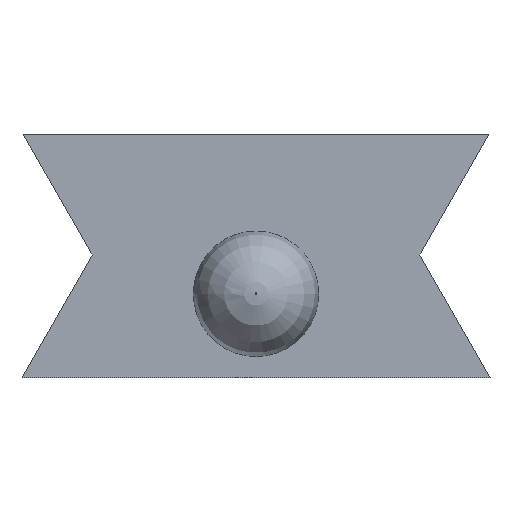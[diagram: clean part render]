
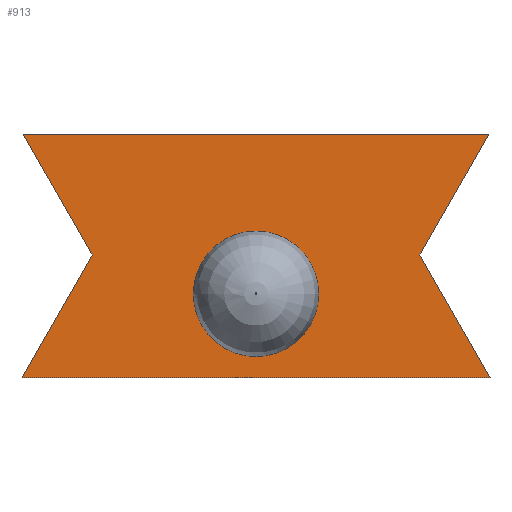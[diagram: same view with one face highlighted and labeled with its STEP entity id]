
A CAD part, front view. The second image highlights one B-rep face of the part: STEP entity #913.
In plain terms, the highlighted planar face has unit normal (0, -1, 0).
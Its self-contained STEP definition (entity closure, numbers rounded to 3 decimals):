
#414 = VERTEX_POINT('',#415);
#415 = CARTESIAN_POINT('',(11.345,23.,0.));
#423 = VERTEX_POINT('',#424);
#424 = CARTESIAN_POINT('',(7.825,23.,6.15));
#430 = EDGE_CURVE('',#414,#423,#431,.T.);
#431 = LINE('',#432,#433);
#432 = CARTESIAN_POINT('',(11.345,23.,0.));
#433 = VECTOR('',#434,1.);
#434 = DIRECTION('',(-0.497,0.,0.868)
  );
#445 = VERTEX_POINT('',#446);
#446 = CARTESIAN_POINT('',(-12.145,23.,0.));
#454 = EDGE_CURVE('',#445,#414,#455,.T.);
#455 = LINE('',#456,#457);
#456 = CARTESIAN_POINT('',(-12.145,23.,0.));
#457 = VECTOR('',#458,1.);
#458 = DIRECTION('',(1.,0.,0.));
#471 = VERTEX_POINT('',#472);
#472 = CARTESIAN_POINT('',(11.288,23.,12.2));
#478 = EDGE_CURVE('',#423,#471,#479,.T.);
#479 = LINE('',#480,#481);
#480 = CARTESIAN_POINT('',(7.825,23.,6.15));
#481 = VECTOR('',#482,1.);
#482 = DIRECTION('',(0.497,0.,0.868));
#493 = VERTEX_POINT('',#494);
#494 = CARTESIAN_POINT('',(-8.625,23.,6.15));
#502 = EDGE_CURVE('',#493,#445,#503,.T.);
#503 = LINE('',#504,#505);
#504 = CARTESIAN_POINT('',(-8.625,23.,6.15));
#505 = VECTOR('',#506,1.);
#506 = DIRECTION('',(-0.497,0.,-0.868
    ));
#519 = VERTEX_POINT('',#520);
#520 = CARTESIAN_POINT('',(-12.088,23.,12.2));
#526 = EDGE_CURVE('',#471,#519,#527,.T.);
#527 = LINE('',#528,#529);
#528 = CARTESIAN_POINT('',(11.288,23.,12.2));
#529 = VECTOR('',#530,1.);
#530 = DIRECTION('',(-1.,0.,0.));
#543 = EDGE_CURVE('',#519,#493,#544,.T.);
#544 = LINE('',#545,#546);
#545 = CARTESIAN_POINT('',(-12.088,23.,12.2));
#546 = VECTOR('',#547,1.);
#547 = DIRECTION('',(0.497,0.,-0.868)
  );
#913 = ADVANCED_FACE('',(#914,#922),#933,.F.);
#914 = FACE_BOUND('',#915,.F.);
#915 = EDGE_LOOP('',(#916,#917,#918,#919,#920,#921));
#916 = ORIENTED_EDGE('',*,*,#430,.F.);
#917 = ORIENTED_EDGE('',*,*,#454,.F.);
#918 = ORIENTED_EDGE('',*,*,#502,.F.);
#919 = ORIENTED_EDGE('',*,*,#543,.F.);
#920 = ORIENTED_EDGE('',*,*,#526,.F.);
#921 = ORIENTED_EDGE('',*,*,#478,.F.);
#922 = FACE_BOUND('',#923,.F.);
#923 = EDGE_LOOP('',(#924));
#924 = ORIENTED_EDGE('',*,*,#925,.F.);
#925 = EDGE_CURVE('',#926,#926,#928,.T.);
#926 = VERTEX_POINT('',#927);
#927 = CARTESIAN_POINT('',(-3.55,23.,4.2));
#928 = CIRCLE('',#929,3.15);
#929 = AXIS2_PLACEMENT_3D('',#930,#931,#932);
#930 = CARTESIAN_POINT('',(-0.4,23.,4.2));
#931 = DIRECTION('',(0.,1.,0.));
#932 = DIRECTION('',(-1.,0.,0.));
#933 = PLANE('',#934);
#934 = AXIS2_PLACEMENT_3D('',#935,#936,#937);
#935 = CARTESIAN_POINT('',(-0.4,23.,6.091));
#936 = DIRECTION('',(0.,1.,0.));
#937 = DIRECTION('',(0.,0.,1.));
